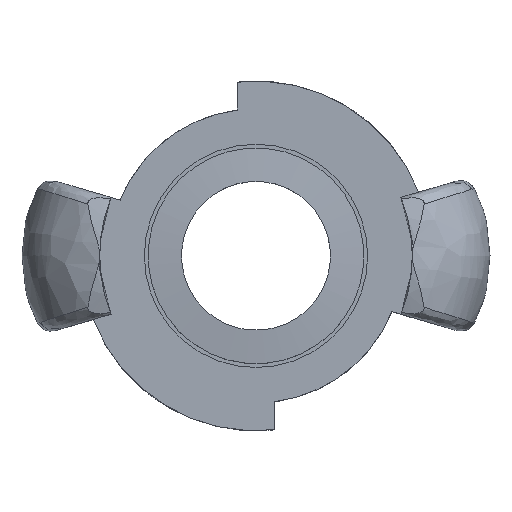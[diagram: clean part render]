
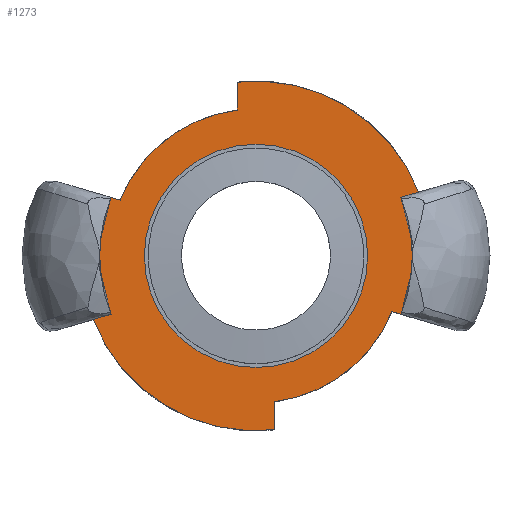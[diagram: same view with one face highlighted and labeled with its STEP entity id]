
A CAD part, top view. The second image highlights one B-rep face of the part: STEP entity #1273.
In plain terms, the highlighted planar face has unit normal (0, 0, 1).
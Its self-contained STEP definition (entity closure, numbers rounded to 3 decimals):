
#88=FACE_BOUND('',#369,.T.);
#110=PLANE('',#1410);
#133=LINE('',#2593,#187);
#137=LINE('',#2714,#191);
#140=LINE('',#2721,#194);
#145=LINE('',#2730,#199);
#151=LINE('',#2780,#205);
#157=LINE('',#2843,#211);
#187=VECTOR('',#1612,10.);
#191=VECTOR('',#1624,10.);
#194=VECTOR('',#1629,10.);
#199=VECTOR('',#1636,10.);
#205=VECTOR('',#1648,10.);
#211=VECTOR('',#1684,10.);
#296=FACE_OUTER_BOUND('',#368,.T.);
#368=EDGE_LOOP('',(#1067,#1068,#1069,#1070,#1071,#1072,#1073,#1074,#1075,
#1076,#1077,#1078));
#369=EDGE_LOOP('',(#1079,#1080));
#419=CIRCLE('',#1364,15.);
#420=CIRCLE('',#1365,15.);
#425=CIRCLE('',#1372,19.75);
#428=CIRCLE('',#1376,19.75);
#434=CIRCLE('',#1393,23.5);
#437=CIRCLE('',#1399,23.483);
#441=CIRCLE('',#1411,25.5);
#442=CIRCLE('',#1412,25.5);
#521=VERTEX_POINT('',#2326);
#522=VERTEX_POINT('',#2327);
#529=VERTEX_POINT('',#2415);
#530=VERTEX_POINT('',#2417);
#537=VERTEX_POINT('',#2470);
#538=VERTEX_POINT('',#2472);
#547=VERTEX_POINT('',#2591);
#553=VERTEX_POINT('',#2712);
#555=VERTEX_POINT('',#2718);
#556=VERTEX_POINT('',#2720);
#558=VERTEX_POINT('',#2726);
#563=VERTEX_POINT('',#2776);
#568=VERTEX_POINT('',#2833);
#570=VERTEX_POINT('',#2842);
#666=EDGE_CURVE('',#521,#522,#419,.T.);
#667=EDGE_CURVE('',#522,#521,#420,.T.);
#679=EDGE_CURVE('',#529,#530,#425,.T.);
#688=EDGE_CURVE('',#537,#538,#428,.T.);
#700=EDGE_CURVE('',#547,#529,#133,.T.);
#710=EDGE_CURVE('',#553,#537,#137,.T.);
#713=EDGE_CURVE('',#555,#556,#140,.T.);
#718=EDGE_CURVE('',#558,#538,#145,.T.);
#726=EDGE_CURVE('',#563,#530,#151,.T.);
#733=EDGE_CURVE('',#555,#558,#434,.T.);
#736=EDGE_CURVE('',#568,#563,#437,.T.);
#740=EDGE_CURVE('',#568,#570,#157,.T.);
#751=EDGE_CURVE('',#570,#553,#441,.T.);
#752=EDGE_CURVE('',#556,#547,#442,.T.);
#1067=ORIENTED_EDGE('',*,*,#733,.T.);
#1068=ORIENTED_EDGE('',*,*,#718,.T.);
#1069=ORIENTED_EDGE('',*,*,#688,.F.);
#1070=ORIENTED_EDGE('',*,*,#710,.F.);
#1071=ORIENTED_EDGE('',*,*,#751,.F.);
#1072=ORIENTED_EDGE('',*,*,#740,.F.);
#1073=ORIENTED_EDGE('',*,*,#736,.T.);
#1074=ORIENTED_EDGE('',*,*,#726,.T.);
#1075=ORIENTED_EDGE('',*,*,#679,.F.);
#1076=ORIENTED_EDGE('',*,*,#700,.F.);
#1077=ORIENTED_EDGE('',*,*,#752,.F.);
#1078=ORIENTED_EDGE('',*,*,#713,.F.);
#1079=ORIENTED_EDGE('',*,*,#666,.T.);
#1080=ORIENTED_EDGE('',*,*,#667,.T.);
#1273=ADVANCED_FACE('',(#296,#88),#110,.F.);
#1364=AXIS2_PLACEMENT_3D('',#2328,#1570,#1571);
#1365=AXIS2_PLACEMENT_3D('',#2329,#1572,#1573);
#1372=AXIS2_PLACEMENT_3D('',#2418,#1588,#1589);
#1376=AXIS2_PLACEMENT_3D('',#2473,#1599,#1600);
#1393=AXIS2_PLACEMENT_3D('',#2827,#1660,#1661);
#1399=AXIS2_PLACEMENT_3D('',#2834,#1672,#1673);
#1410=AXIS2_PLACEMENT_3D('',#2897,#1703,#1704);
#1411=AXIS2_PLACEMENT_3D('',#2898,#1705,#1706);
#1412=AXIS2_PLACEMENT_3D('',#2899,#1707,#1708);
#1570=DIRECTION('center_axis',(0.,0.,-1.));
#1571=DIRECTION('ref_axis',(0.,-1.,0.));
#1572=DIRECTION('center_axis',(0.,0.,-1.));
#1573=DIRECTION('ref_axis',(0.,-1.,0.));
#1588=DIRECTION('center_axis',(0.,0.,-1.));
#1589=DIRECTION('ref_axis',(-1.,0.,0.));
#1599=DIRECTION('center_axis',(0.,0.,-1.));
#1600=DIRECTION('ref_axis',(-1.,0.,0.));
#1612=DIRECTION('',(0.96,-0.281,0.));
#1624=DIRECTION('',(-0.96,0.281,0.));
#1629=DIRECTION('',(-0.96,-0.281,0.));
#1636=DIRECTION('',(0.,1.,0.));
#1648=DIRECTION('',(0.,-1.,0.));
#1660=DIRECTION('center_axis',(0.,0.,1.));
#1661=DIRECTION('ref_axis',(-0.766,-0.643,0.));
#1672=DIRECTION('center_axis',(0.,0.,1.));
#1673=DIRECTION('ref_axis',(0.763,0.646,0.));
#1684=DIRECTION('',(0.96,0.281,0.));
#1703=DIRECTION('center_axis',(0.,0.,-1.));
#1704=DIRECTION('ref_axis',(-1.,0.,0.));
#1705=DIRECTION('center_axis',(0.,0.,-1.));
#1706=DIRECTION('ref_axis',(0.,-1.,0.));
#1707=DIRECTION('center_axis',(0.,0.,-1.));
#1708=DIRECTION('ref_axis',(0.,-1.,0.));
#2326=CARTESIAN_POINT('',(0.,-15.,0.));
#2327=CARTESIAN_POINT('',(0.,15.,0.));
#2328=CARTESIAN_POINT('Origin',(0.,0.,0.));
#2329=CARTESIAN_POINT('Origin',(0.,0.,0.));
#2415=CARTESIAN_POINT('',(-18.271,7.5,0.));
#2417=CARTESIAN_POINT('',(-2.5,19.591,0.));
#2418=CARTESIAN_POINT('Origin',(0.,0.,0.));
#2470=CARTESIAN_POINT('',(18.271,-7.5,0.));
#2472=CARTESIAN_POINT('',(2.5,-19.591,0.));
#2473=CARTESIAN_POINT('Origin',(0.,0.,0.));
#2591=CARTESIAN_POINT('',(-23.813,9.122,0.));
#2593=CARTESIAN_POINT('',(-12.252,5.739,0.));
#2712=CARTESIAN_POINT('',(23.813,-9.122,0.));
#2714=CARTESIAN_POINT('',(15.689,-6.745,0.));
#2718=CARTESIAN_POINT('',(-21.886,-8.558,0.));
#2720=CARTESIAN_POINT('',(-23.813,-9.122,0.));
#2721=CARTESIAN_POINT('',(-10.563,-5.245,0.));
#2726=CARTESIAN_POINT('',(2.5,-23.367,0.));
#2730=CARTESIAN_POINT('',(2.5,0.,0.));
#2776=CARTESIAN_POINT('',(-2.5,23.35,0.));
#2780=CARTESIAN_POINT('',(-2.5,0.,0.));
#2827=CARTESIAN_POINT('Origin',(0.,0.,0.));
#2833=CARTESIAN_POINT('',(21.87,8.553,0.));
#2834=CARTESIAN_POINT('Origin',(0.,0.,0.));
#2842=CARTESIAN_POINT('',(23.813,9.122,0.));
#2843=CARTESIAN_POINT('',(7.127,4.239,0.));
#2897=CARTESIAN_POINT('Origin',(0.,-12.75,0.));
#2898=CARTESIAN_POINT('Origin',(0.,0.,0.));
#2899=CARTESIAN_POINT('Origin',(0.,0.,0.));
